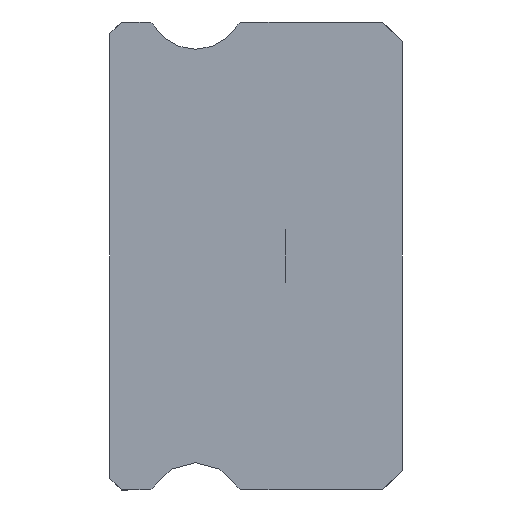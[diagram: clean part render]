
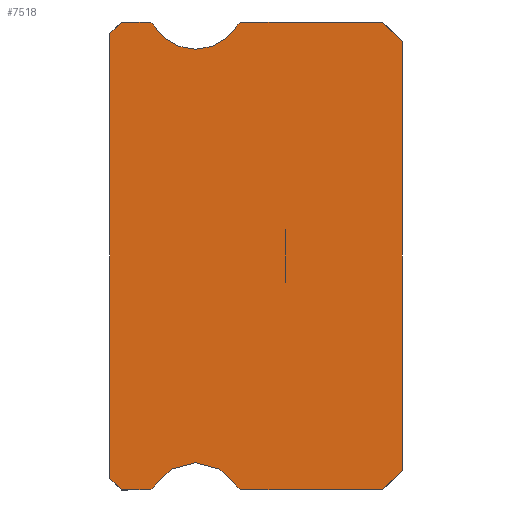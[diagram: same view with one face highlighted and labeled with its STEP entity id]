
A CAD part, left-side view. The second image highlights one B-rep face of the part: STEP entity #7518.
In plain terms, the highlighted planar face has unit normal (-1, 0, 0).
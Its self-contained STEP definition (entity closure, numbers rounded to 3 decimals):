
#89 = FACE_OUTER_BOUND ( 'NONE', #1135, .T. ) ;
#244 = CARTESIAN_POINT ( 'NONE',  ( -10., 6.383, 5.925 ) ) ;
#250 = ORIENTED_EDGE ( 'NONE', *, *, #11086, .F. ) ;
#597 = ORIENTED_EDGE ( 'NONE', *, *, #11965, .F. ) ;
#623 = ORIENTED_EDGE ( 'NONE', *, *, #11996, .T. ) ;
#777 = CARTESIAN_POINT ( 'NONE',  ( -10., 4.088, 6. ) ) ;
#922 = CIRCLE ( 'NONE', #9451, 1.25 ) ;
#953 = VERTEX_POINT ( 'NONE', #10766 ) ;
#1014 = DIRECTION ( 'NONE',  ( 1., 0., 0. ) ) ;
#1066 = CARTESIAN_POINT ( 'NONE',  ( -10., 0.5, 6. ) ) ;
#1092 = ORIENTED_EDGE ( 'NONE', *, *, #2527, .T. ) ;
#1093 = PLANE ( 'NONE',  #6030 ) ;
#1135 = EDGE_LOOP ( 'NONE', ( #1092, #3033, #2941, #2695, #6379, #1728, #9938, #250, #8407, #10235, #2021, #6520, #8354, #597, #9074, #11339, #623 ) ) ;
#1191 = EDGE_CURVE ( 'NONE', #2577, #1466, #11697, .T. ) ;
#1196 = LINE ( 'NONE', #7714, #1715 ) ;
#1466 = VERTEX_POINT ( 'NONE', #5860 ) ;
#1653 = CARTESIAN_POINT ( 'NONE',  ( -10., 0.5, -6. ) ) ;
#1715 = VECTOR ( 'NONE', #11749, 1000. ) ;
#1728 = ORIENTED_EDGE ( 'NONE', *, *, #4185, .F. ) ;
#1740 = DIRECTION ( 'NONE',  ( 0., 0., 1. ) ) ;
#1785 = CARTESIAN_POINT ( 'NONE',  ( -10., 4.217, -5.925 ) ) ;
#1978 = DIRECTION ( 'NONE',  ( 0., 0., -1. ) ) ;
#1987 = VERTEX_POINT ( 'NONE', #10009 ) ;
#2021 = ORIENTED_EDGE ( 'NONE', *, *, #1191, .F. ) ;
#2212 = CARTESIAN_POINT ( 'NONE',  ( -10., 6.512, -6. ) ) ;
#2321 = LINE ( 'NONE', #6085, #10865 ) ;
#2491 = AXIS2_PLACEMENT_3D ( 'NONE', #4435, #10098, #12199 ) ;
#2527 = EDGE_CURVE ( 'NONE', #11938, #6616, #1196, .T. ) ;
#2539 = CARTESIAN_POINT ( 'NONE',  ( -10., 7.2, -6. ) ) ;
#2556 = VERTEX_POINT ( 'NONE', #4981 ) ;
#2577 = VERTEX_POINT ( 'NONE', #1066 ) ;
#2587 = CIRCLE ( 'NONE', #5739, 0.15 ) ;
#2695 = ORIENTED_EDGE ( 'NONE', *, *, #12301, .T. ) ;
#2845 = EDGE_CURVE ( 'NONE', #3473, #9562, #922, .T. ) ;
#2941 = ORIENTED_EDGE ( 'NONE', *, *, #3187, .T. ) ;
#3033 = ORIENTED_EDGE ( 'NONE', *, *, #5497, .F. ) ;
#3187 = EDGE_CURVE ( 'NONE', #6498, #3312, #6299, .T. ) ;
#3312 = VERTEX_POINT ( 'NONE', #7472 ) ;
#3403 = DIRECTION ( 'NONE',  ( 0., 1., 0. ) ) ;
#3426 = DIRECTION ( 'NONE',  ( 0., 1., 0. ) ) ;
#3431 = EDGE_CURVE ( 'NONE', #7748, #11956, #2321, .T. ) ;
#3463 = DIRECTION ( 'NONE',  ( 0., 0., -1. ) ) ;
#3473 = VERTEX_POINT ( 'NONE', #244 ) ;
#3686 = AXIS2_PLACEMENT_3D ( 'NONE', #9709, #1014, #5916 ) ;
#3725 = CARTESIAN_POINT ( 'NONE',  ( -10., 0., 5.5 ) ) ;
#3758 = CIRCLE ( 'NONE', #5139, 1.25 ) ;
#3946 = DIRECTION ( 'NONE',  ( 0., -0.707, -0.707 ) ) ;
#4013 = LINE ( 'NONE', #2212, #10280 ) ;
#4124 = CARTESIAN_POINT ( 'NONE',  ( -10., 0.5, 6. ) ) ;
#4185 = EDGE_CURVE ( 'NONE', #11379, #1987, #10783, .T. ) ;
#4435 = CARTESIAN_POINT ( 'NONE',  ( -10., 6.512, 5.85 ) ) ;
#4444 = LINE ( 'NONE', #6355, #6461 ) ;
#4659 = CIRCLE ( 'NONE', #2491, 0.15 ) ;
#4981 = CARTESIAN_POINT ( 'NONE',  ( -10., 6.512, -6. ) ) ;
#4996 = DIRECTION ( 'NONE',  ( 1., 0., 0. ) ) ;
#4997 = DIRECTION ( 'NONE',  ( 0., -1., 0. ) ) ;
#5139 = AXIS2_PLACEMENT_3D ( 'NONE', #5328, #10981, #3463 ) ;
#5154 = EDGE_CURVE ( 'NONE', #5797, #11379, #7255, .T. ) ;
#5271 = EDGE_CURVE ( 'NONE', #7748, #1466, #6514, .T. ) ;
#5291 = CARTESIAN_POINT ( 'NONE',  ( -10., 6.512, -6. ) ) ;
#5328 = CARTESIAN_POINT ( 'NONE',  ( -10., 5.3, 6.55 ) ) ;
#5457 = VERTEX_POINT ( 'NONE', #777 ) ;
#5480 = DIRECTION ( 'NONE',  ( 0., 0., -1. ) ) ;
#5497 = EDGE_CURVE ( 'NONE', #6498, #6616, #4444, .T. ) ;
#5739 = AXIS2_PLACEMENT_3D ( 'NONE', #7551, #11346, #1978 ) ;
#5797 = VERTEX_POINT ( 'NONE', #10078 ) ;
#5806 = EDGE_CURVE ( 'NONE', #5457, #2577, #6331, .T. ) ;
#5860 = CARTESIAN_POINT ( 'NONE',  ( -10., 0., 5.5 ) ) ;
#5916 = DIRECTION ( 'NONE',  ( 0., 0., -1. ) ) ;
#6030 = AXIS2_PLACEMENT_3D ( 'NONE', #11529, #4996, #11402 ) ;
#6085 = CARTESIAN_POINT ( 'NONE',  ( -10., 0., -5.5 ) ) ;
#6299 = LINE ( 'NONE', #2539, #8484 ) ;
#6331 = LINE ( 'NONE', #11003, #9665 ) ;
#6355 = CARTESIAN_POINT ( 'NONE',  ( -10., 7.5, 5.85 ) ) ;
#6379 = ORIENTED_EDGE ( 'NONE', *, *, #12101, .F. ) ;
#6402 = VECTOR ( 'NONE', #3946, 1000. ) ;
#6461 = VECTOR ( 'NONE', #9349, 1000. ) ;
#6498 = VERTEX_POINT ( 'NONE', #9175 ) ;
#6514 = LINE ( 'NONE', #3725, #7075 ) ;
#6520 = ORIENTED_EDGE ( 'NONE', *, *, #5806, .F. ) ;
#6616 = VERTEX_POINT ( 'NONE', #8433 ) ;
#6720 = VECTOR ( 'NONE', #3403, 1000. ) ;
#6862 = CARTESIAN_POINT ( 'NONE',  ( -10., 5.3, 5.3 ) ) ;
#7002 = CIRCLE ( 'NONE', #8005, 0.15 ) ;
#7075 = VECTOR ( 'NONE', #1740, 1000. ) ;
#7125 = CARTESIAN_POINT ( 'NONE',  ( -10., 7.2, 6. ) ) ;
#7255 = CIRCLE ( 'NONE', #3686, 0.15 ) ;
#7462 = CARTESIAN_POINT ( 'NONE',  ( -10., 0., -5.5 ) ) ;
#7472 = CARTESIAN_POINT ( 'NONE',  ( -10., 7.2, -6. ) ) ;
#7518 = ADVANCED_FACE ( 'NONE', ( #89 ), #1093, .F. ) ;
#7551 = CARTESIAN_POINT ( 'NONE',  ( -10., 6.512, -5.85 ) ) ;
#7714 = CARTESIAN_POINT ( 'NONE',  ( -10., 7.5, 5.7 ) ) ;
#7737 = EDGE_CURVE ( 'NONE', #11283, #3473, #4659, .T. ) ;
#7748 = VERTEX_POINT ( 'NONE', #7462 ) ;
#8005 = AXIS2_PLACEMENT_3D ( 'NONE', #9345, #8940, #5480 ) ;
#8079 = DIRECTION ( 'NONE',  ( 0., -1., 0. ) ) ;
#8128 = CARTESIAN_POINT ( 'NONE',  ( -10., 7.2, 6. ) ) ;
#8354 = ORIENTED_EDGE ( 'NONE', *, *, #8503, .F. ) ;
#8407 = ORIENTED_EDGE ( 'NONE', *, *, #3431, .F. ) ;
#8433 = CARTESIAN_POINT ( 'NONE',  ( -10., 7.5, 5.7 ) ) ;
#8484 = VECTOR ( 'NONE', #11275, 1000. ) ;
#8503 = EDGE_CURVE ( 'NONE', #953, #5457, #7002, .T. ) ;
#8620 = DIRECTION ( 'NONE',  ( -1., 0., 0. ) ) ;
#8742 = DIRECTION ( 'NONE',  ( 0., 0., -1. ) ) ;
#8940 = DIRECTION ( 'NONE',  ( 1., 0., 0. ) ) ;
#9074 = ORIENTED_EDGE ( 'NONE', *, *, #2845, .F. ) ;
#9175 = CARTESIAN_POINT ( 'NONE',  ( -10., 7.5, -5.7 ) ) ;
#9345 = CARTESIAN_POINT ( 'NONE',  ( -10., 4.088, 5.85 ) ) ;
#9349 = DIRECTION ( 'NONE',  ( 0., 0., 1. ) ) ;
#9451 = AXIS2_PLACEMENT_3D ( 'NONE', #11535, #8620, #8742 ) ;
#9562 = VERTEX_POINT ( 'NONE', #6862 ) ;
#9665 = VECTOR ( 'NONE', #8079, 1000. ) ;
#9709 = CARTESIAN_POINT ( 'NONE',  ( -10., 4.088, -5.85 ) ) ;
#9889 = DIRECTION ( 'NONE',  ( 0., 0.707, -0.707 ) ) ;
#9938 = ORIENTED_EDGE ( 'NONE', *, *, #5154, .F. ) ;
#10009 = CARTESIAN_POINT ( 'NONE',  ( -10., 6.383, -5.925 ) ) ;
#10078 = CARTESIAN_POINT ( 'NONE',  ( -10., 4.088, -6. ) ) ;
#10098 = DIRECTION ( 'NONE',  ( 1., 0., 0. ) ) ;
#10235 = ORIENTED_EDGE ( 'NONE', *, *, #5271, .T. ) ;
#10280 = VECTOR ( 'NONE', #4997, 1000. ) ;
#10766 = CARTESIAN_POINT ( 'NONE',  ( -10., 4.217, 5.925 ) ) ;
#10783 = CIRCLE ( 'NONE', #11184, 1.25 ) ;
#10865 = VECTOR ( 'NONE', #9889, 1000. ) ;
#10981 = DIRECTION ( 'NONE',  ( -1., 0., 0. ) ) ;
#11003 = CARTESIAN_POINT ( 'NONE',  ( -10., 6.512, 6. ) ) ;
#11052 = LINE ( 'NONE', #7125, #6720 ) ;
#11086 = EDGE_CURVE ( 'NONE', #11956, #5797, #11949, .T. ) ;
#11163 = CARTESIAN_POINT ( 'NONE',  ( -10., 5.3, -6.55 ) ) ;
#11184 = AXIS2_PLACEMENT_3D ( 'NONE', #11163, #12292, #11228 ) ;
#11228 = DIRECTION ( 'NONE',  ( 0., 0., -1. ) ) ;
#11275 = DIRECTION ( 'NONE',  ( 0., -0.707, -0.707 ) ) ;
#11283 = VERTEX_POINT ( 'NONE', #11555 ) ;
#11339 = ORIENTED_EDGE ( 'NONE', *, *, #7737, .F. ) ;
#11346 = DIRECTION ( 'NONE',  ( 1., 0., 0. ) ) ;
#11379 = VERTEX_POINT ( 'NONE', #1785 ) ;
#11402 = DIRECTION ( 'NONE',  ( 0., 0., -1. ) ) ;
#11529 = CARTESIAN_POINT ( 'NONE',  ( -10., 6.512, 5.85 ) ) ;
#11535 = CARTESIAN_POINT ( 'NONE',  ( -10., 5.3, 6.55 ) ) ;
#11555 = CARTESIAN_POINT ( 'NONE',  ( -10., 6.512, 6. ) ) ;
#11697 = LINE ( 'NONE', #4124, #6402 ) ;
#11749 = DIRECTION ( 'NONE',  ( 0., 0.707, -0.707 ) ) ;
#11938 = VERTEX_POINT ( 'NONE', #8128 ) ;
#11949 = LINE ( 'NONE', #5291, #11997 ) ;
#11956 = VERTEX_POINT ( 'NONE', #1653 ) ;
#11965 = EDGE_CURVE ( 'NONE', #9562, #953, #3758, .T. ) ;
#11996 = EDGE_CURVE ( 'NONE', #11283, #11938, #11052, .T. ) ;
#11997 = VECTOR ( 'NONE', #3426, 1000. ) ;
#12101 = EDGE_CURVE ( 'NONE', #1987, #2556, #2587, .T. ) ;
#12199 = DIRECTION ( 'NONE',  ( 0., 0., -1. ) ) ;
#12292 = DIRECTION ( 'NONE',  ( -1., 0., 0. ) ) ;
#12301 = EDGE_CURVE ( 'NONE', #3312, #2556, #4013, .T. ) ;
